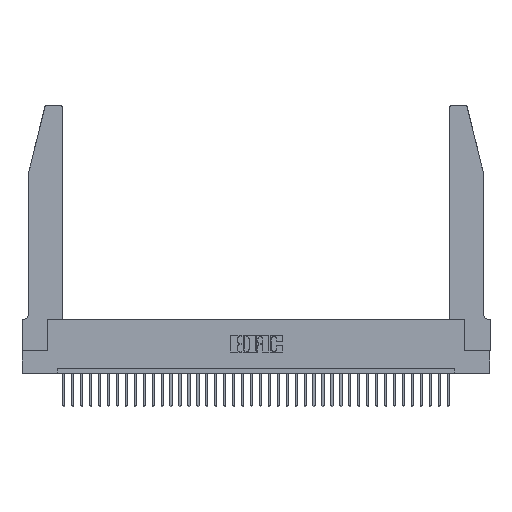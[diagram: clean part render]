
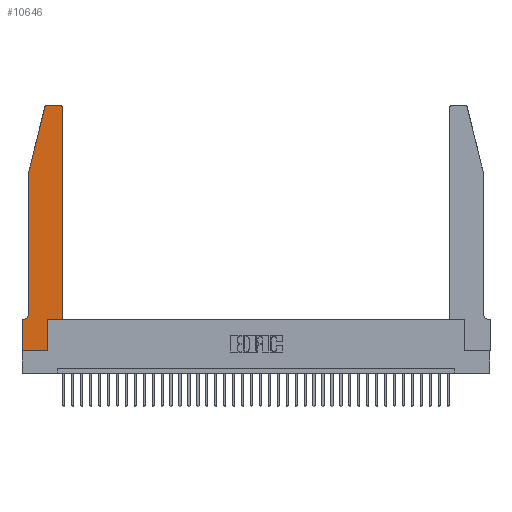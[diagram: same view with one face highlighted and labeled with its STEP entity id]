
A CAD part, top view. The second image highlights one B-rep face of the part: STEP entity #10646.
In plain terms, the highlighted planar face has unit normal (0, 0, 1).
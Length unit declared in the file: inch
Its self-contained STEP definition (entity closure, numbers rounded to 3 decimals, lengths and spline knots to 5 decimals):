
#169 = ORIENTED_EDGE ( 'NONE', *, *, #34523, .T. ) ;
#362 = CARTESIAN_POINT ( 'NONE',  ( 0.0055, 0.42, 0.37 ) ) ;
#723 = ORIENTED_EDGE ( 'NONE', *, *, #19863, .T. ) ;
#830 = VECTOR ( 'NONE', #3663, 39.37008 ) ;
#993 = DIRECTION ( 'NONE',  ( 1., 0., 0. ) ) ;
#1128 = CARTESIAN_POINT ( 'NONE',  ( 0.4205, 2.72, 0.37 ) ) ;
#1343 = ORIENTED_EDGE ( 'NONE', *, *, #2668, .T. ) ;
#1625 = CARTESIAN_POINT ( 'NONE',  ( 0., 0.35, 0.37 ) ) ;
#2634 = EDGE_CURVE ( 'NONE', #29186, #11338, #3114, .T. ) ;
#2668 = EDGE_CURVE ( 'NONE', #14938, #8597, #18590, .T. ) ;
#3114 = LINE ( 'NONE', #21340, #20821 ) ;
#3663 = DIRECTION ( 'NONE',  ( 0., 1., 0. ) ) ;
#3909 = CARTESIAN_POINT ( 'NONE',  ( 0.4505, 2.72, 0.37 ) ) ;
#3991 = CARTESIAN_POINT ( 'NONE',  ( 0.2605, 2.75, 0.37 ) ) ;
#4169 = ORIENTED_EDGE ( 'NONE', *, *, #32395, .T. ) ;
#5517 = DIRECTION ( 'NONE',  ( 1., 0., 0. ) ) ;
#5803 = EDGE_CURVE ( 'NONE', #6266, #29186, #20035, .T. ) ;
#6266 = VERTEX_POINT ( 'NONE', #7121 ) ;
#7121 = CARTESIAN_POINT ( 'NONE',  ( 0.25487, 2.72718, 0.37 ) ) ;
#7261 = CARTESIAN_POINT ( 'NONE',  ( 0.0755, 0.42, 0.37 ) ) ;
#7378 = VERTEX_POINT ( 'NONE', #11723 ) ;
#7399 = DIRECTION ( 'NONE',  ( 1., 0., 0. ) ) ;
#7919 = CARTESIAN_POINT ( 'NONE',  ( 0., 0., 0.37 ) ) ;
#8597 = VERTEX_POINT ( 'NONE', #8915 ) ;
#8765 = CARTESIAN_POINT ( 'NONE',  ( 0.0755, 2., 0.37 ) ) ;
#8915 = CARTESIAN_POINT ( 'NONE',  ( 0.2865, 0.35, 0.37 ) ) ;
#9125 = VECTOR ( 'NONE', #5517, 39.37008 ) ;
#9183 = VERTEX_POINT ( 'NONE', #27886 ) ;
#9260 = VERTEX_POINT ( 'NONE', #14570 ) ;
#9522 = CARTESIAN_POINT ( 'NONE',  ( 0.0055, 0.35, 0.37 ) ) ;
#9567 = LINE ( 'NONE', #7919, #11847 ) ;
#10646 = ADVANCED_FACE ( 'NONE', ( #15054 ), #13115, .T. ) ;
#11018 = VECTOR ( 'NONE', #33969, 39.37008 ) ;
#11120 = AXIS2_PLACEMENT_3D ( 'NONE', #1128, #30290, #24801 ) ;
#11293 = LINE ( 'NONE', #18384, #27231 ) ;
#11338 = VERTEX_POINT ( 'NONE', #7261 ) ;
#11519 = CARTESIAN_POINT ( 'NONE',  ( 0.2865, 0., 0.37 ) ) ;
#11723 = CARTESIAN_POINT ( 'NONE',  ( 0., 0., 0.37 ) ) ;
#11847 = VECTOR ( 'NONE', #28306, 39.37008 ) ;
#11852 = CIRCLE ( 'NONE', #11120, 0.03 ) ;
#12877 = CARTESIAN_POINT ( 'NONE',  ( 0.4505, 0.35, 0.37 ) ) ;
#13115 = PLANE ( 'NONE',  #32039 ) ;
#13631 = DIRECTION ( 'NONE',  ( 0., 0., 1. ) ) ;
#13722 = LINE ( 'NONE', #12877, #9125 ) ;
#14570 = CARTESIAN_POINT ( 'NONE',  ( 0.284, 2.75, 0.37 ) ) ;
#14938 = VERTEX_POINT ( 'NONE', #11519 ) ;
#15054 = FACE_OUTER_BOUND ( 'NONE', #19421, .T. ) ;
#15147 = VERTEX_POINT ( 'NONE', #9522 ) ;
#16015 = LINE ( 'NONE', #25230, #11018 ) ;
#16769 = CIRCLE ( 'NONE', #33061, 0.03 ) ;
#17407 = DIRECTION ( 'NONE',  ( -1., 0., 0. ) ) ;
#17752 = CARTESIAN_POINT ( 'NONE',  ( 0.0755, 0.35, 0.37 ) ) ;
#18284 = DIRECTION ( 'NONE',  ( 0., -1., 0. ) ) ;
#18384 = CARTESIAN_POINT ( 'NONE',  ( 0., 0., 0.37 ) ) ;
#18590 = LINE ( 'NONE', #35703, #830 ) ;
#19421 = EDGE_LOOP ( 'NONE', ( #169, #28638, #32193, #29281, #34216, #31184, #4169, #35774, #1343, #27686, #723, #34536 ) ) ;
#19863 = EDGE_CURVE ( 'NONE', #35082, #21100, #16015, .T. ) ;
#19986 = EDGE_CURVE ( 'NONE', #21100, #9183, #11852, .T. ) ;
#20035 = LINE ( 'NONE', #35633, #22819 ) ;
#20134 = LINE ( 'NONE', #17752, #27446 ) ;
#20281 = EDGE_CURVE ( 'NONE', #8597, #35082, #13722, .T. ) ;
#20821 = VECTOR ( 'NONE', #18284, 39.37008 ) ;
#21100 = VERTEX_POINT ( 'NONE', #3909 ) ;
#21340 = CARTESIAN_POINT ( 'NONE',  ( 0.0755, 2., 0.37 ) ) ;
#21527 = EDGE_CURVE ( 'NONE', #9260, #6266, #16769, .T. ) ;
#22819 = VECTOR ( 'NONE', #23936, 39.37008 ) ;
#23936 = DIRECTION ( 'NONE',  ( -0.239, -0.971, 0. ) ) ;
#24345 = CARTESIAN_POINT ( 'NONE',  ( 0.4505, 0.35, 0.37 ) ) ;
#24801 = DIRECTION ( 'NONE',  ( 1., 0., 0. ) ) ;
#25028 = EDGE_CURVE ( 'NONE', #11338, #15147, #28821, .T. ) ;
#25230 = CARTESIAN_POINT ( 'NONE',  ( 0.4505, 0.35, 0.37 ) ) ;
#26474 = DIRECTION ( 'NONE',  ( 0., 0., -1. ) ) ;
#27231 = VECTOR ( 'NONE', #36438, 39.37008 ) ;
#27376 = EDGE_CURVE ( 'NONE', #7378, #14938, #11293, .T. ) ;
#27446 = VECTOR ( 'NONE', #17407, 39.37008 ) ;
#27686 = ORIENTED_EDGE ( 'NONE', *, *, #20281, .T. ) ;
#27886 = CARTESIAN_POINT ( 'NONE',  ( 0.4205, 2.75, 0.37 ) ) ;
#28191 = EDGE_CURVE ( 'NONE', #15147, #31795, #20134, .T. ) ;
#28306 = DIRECTION ( 'NONE',  ( 0., -1., 0. ) ) ;
#28638 = ORIENTED_EDGE ( 'NONE', *, *, #21527, .T. ) ;
#28821 = CIRCLE ( 'NONE', #37273, 0.07 ) ;
#29186 = VERTEX_POINT ( 'NONE', #8765 ) ;
#29281 = ORIENTED_EDGE ( 'NONE', *, *, #2634, .T. ) ;
#29402 = DIRECTION ( 'NONE',  ( -1., 0., 0. ) ) ;
#29890 = CARTESIAN_POINT ( 'NONE',  ( 0.284, 2.72, 0.37 ) ) ;
#30290 = DIRECTION ( 'NONE',  ( 0., 0., 1. ) ) ;
#31184 = ORIENTED_EDGE ( 'NONE', *, *, #28191, .T. ) ;
#31795 = VERTEX_POINT ( 'NONE', #1625 ) ;
#32039 = AXIS2_PLACEMENT_3D ( 'NONE', #33459, #13631, #7399 ) ;
#32040 = VECTOR ( 'NONE', #35365, 39.37008 ) ;
#32193 = ORIENTED_EDGE ( 'NONE', *, *, #5803, .T. ) ;
#32395 = EDGE_CURVE ( 'NONE', #31795, #7378, #9567, .T. ) ;
#32925 = DIRECTION ( 'NONE',  ( 0., 0., 1. ) ) ;
#33061 = AXIS2_PLACEMENT_3D ( 'NONE', #29890, #32925, #993 ) ;
#33459 = CARTESIAN_POINT ( 'NONE',  ( 0., 0.35, 0.37 ) ) ;
#33969 = DIRECTION ( 'NONE',  ( 0., 1., 0. ) ) ;
#34216 = ORIENTED_EDGE ( 'NONE', *, *, #25028, .T. ) ;
#34523 = EDGE_CURVE ( 'NONE', #9183, #9260, #34737, .T. ) ;
#34536 = ORIENTED_EDGE ( 'NONE', *, *, #19986, .T. ) ;
#34737 = LINE ( 'NONE', #3991, #32040 ) ;
#35082 = VERTEX_POINT ( 'NONE', #24345 ) ;
#35365 = DIRECTION ( 'NONE',  ( -1., 0., 0. ) ) ;
#35633 = CARTESIAN_POINT ( 'NONE',  ( 0.0755, 2., 0.37 ) ) ;
#35703 = CARTESIAN_POINT ( 'NONE',  ( 0.2865, 0.35, 0.37 ) ) ;
#35774 = ORIENTED_EDGE ( 'NONE', *, *, #27376, .T. ) ;
#36438 = DIRECTION ( 'NONE',  ( 1., 0., 0. ) ) ;
#37273 = AXIS2_PLACEMENT_3D ( 'NONE', #362, #26474, #29402 ) ;
